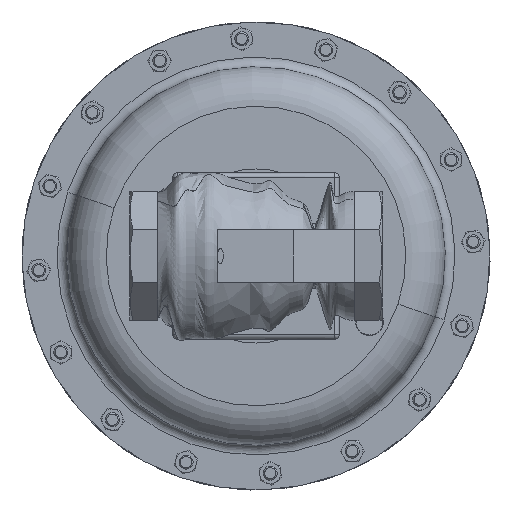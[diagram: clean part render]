
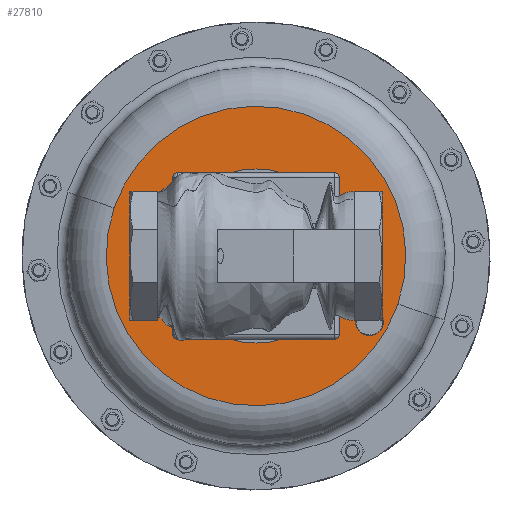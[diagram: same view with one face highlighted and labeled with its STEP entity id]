
A CAD part, front view. The second image highlights one B-rep face of the part: STEP entity #27810.
In plain terms, the highlighted planar face has unit normal (0, -1, 0).
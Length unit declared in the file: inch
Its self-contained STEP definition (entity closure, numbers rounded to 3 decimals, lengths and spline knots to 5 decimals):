
#366 = CARTESIAN_POINT ( 'NONE',  ( 0., 8.92, 0. ) ) ;
#2684 = EDGE_CURVE ( 'NONE', #11601, #39524, #25873, .T. ) ;
#3014 = AXIS2_PLACEMENT_3D ( 'NONE', #22637, #50105, #26601 ) ;
#3080 = CARTESIAN_POINT ( 'NONE',  ( 3.78772, 8.92, -1.28576 ) ) ;
#3259 = DIRECTION ( 'NONE',  ( 0., 1., 0. ) ) ;
#3962 = CARTESIAN_POINT ( 'NONE',  ( 0., 8.92, 2.325 ) ) ;
#4332 = DIRECTION ( 'NONE',  ( 0., 0., -1. ) ) ;
#4691 = VERTEX_POINT ( 'NONE', #32138 ) ;
#6665 = ORIENTED_EDGE ( 'NONE', *, *, #38250, .T. ) ;
#7394 = FACE_BOUND ( 'NONE', #26564, .T. ) ;
#7458 = DIRECTION ( 'NONE',  ( 0., 1., 0. ) ) ;
#7621 = CARTESIAN_POINT ( 'NONE',  ( 0., 8.92, 0. ) ) ;
#10810 = PLANE ( 'NONE',  #3014 ) ;
#11592 = DIRECTION ( 'NONE',  ( 0., 0., -1. ) ) ;
#11601 = VERTEX_POINT ( 'NONE', #45792 ) ;
#11633 = CARTESIAN_POINT ( 'NONE',  ( 0., 8.92, 0. ) ) ;
#12401 = CARTESIAN_POINT ( 'NONE',  ( 0., 8.92, -2.325 ) ) ;
#12734 = AXIS2_PLACEMENT_3D ( 'NONE', #366, #27849, #4332 ) ;
#12841 = ORIENTED_EDGE ( 'NONE', *, *, #43252, .F. ) ;
#12904 = CIRCLE ( 'NONE', #29949, 0.375 ) ;
#15576 = DIRECTION ( 'NONE',  ( 0.947, 0., -0.321 ) ) ;
#16546 = DIRECTION ( 'NONE',  ( 0., 1., 0. ) ) ;
#22600 = VERTEX_POINT ( 'NONE', #24342 ) ;
#22637 = CARTESIAN_POINT ( 'NONE',  ( -1.28576, 8.92, -3.78772 ) ) ;
#24141 = CIRCLE ( 'NONE', #12734, 2.325 ) ;
#24342 = CARTESIAN_POINT ( 'NONE',  ( 2.67599, 8.92, -1.62946 ) ) ;
#25200 = EDGE_CURVE ( 'NONE', #39524, #11601, #43154, .T. ) ;
#25873 = CIRCLE ( 'NONE', #48706, 4. ) ;
#26564 = EDGE_LOOP ( 'NONE', ( #12841, #35258 ) ) ;
#26601 = DIRECTION ( 'NONE',  ( -0.947, 0., 0.321 ) ) ;
#26802 = CARTESIAN_POINT ( 'NONE',  ( 3.03109, 8.92, -1.75 ) ) ;
#27394 = VERTEX_POINT ( 'NONE', #3962 ) ;
#27810 = ADVANCED_FACE ( 'NONE', ( #7394, #47951, #28283 ), #10810, .T. ) ;
#27849 = DIRECTION ( 'NONE',  ( 0., -1., 0. ) ) ;
#28283 = FACE_BOUND ( 'NONE', #42448, .T. ) ;
#28292 = AXIS2_PLACEMENT_3D ( 'NONE', #11633, #39101, #15576 ) ;
#29753 = ORIENTED_EDGE ( 'NONE', *, *, #25200, .F. ) ;
#29949 = AXIS2_PLACEMENT_3D ( 'NONE', #40077, #16546, #43993 ) ;
#30742 = DIRECTION ( 'NONE',  ( 0.947, 0., -0.321 ) ) ;
#30947 = CARTESIAN_POINT ( 'NONE',  ( 0., 8.92, 0. ) ) ;
#31913 = ORIENTED_EDGE ( 'NONE', *, *, #43656, .T. ) ;
#32138 = CARTESIAN_POINT ( 'NONE',  ( 3.38619, 8.92, -1.87054 ) ) ;
#32351 = CIRCLE ( 'NONE', #32962, 0.375 ) ;
#32962 = AXIS2_PLACEMENT_3D ( 'NONE', #26802, #3259, #30742 ) ;
#34213 = EDGE_CURVE ( 'NONE', #27394, #42221, #24141, .T. ) ;
#34925 = DIRECTION ( 'NONE',  ( 0.947, 0., -0.321 ) ) ;
#35103 = DIRECTION ( 'NONE',  ( 0., -1., 0. ) ) ;
#35258 = ORIENTED_EDGE ( 'NONE', *, *, #34213, .F. ) ;
#37393 = EDGE_LOOP ( 'NONE', ( #29753, #37949 ) ) ;
#37949 = ORIENTED_EDGE ( 'NONE', *, *, #2684, .F. ) ;
#38250 = EDGE_CURVE ( 'NONE', #22600, #4691, #12904, .T. ) ;
#39101 = DIRECTION ( 'NONE',  ( 0., 1., 0. ) ) ;
#39263 = AXIS2_PLACEMENT_3D ( 'NONE', #7621, #35103, #11592 ) ;
#39524 = VERTEX_POINT ( 'NONE', #3080 ) ;
#40077 = CARTESIAN_POINT ( 'NONE',  ( 3.03109, 8.92, -1.75 ) ) ;
#42221 = VERTEX_POINT ( 'NONE', #12401 ) ;
#42448 = EDGE_LOOP ( 'NONE', ( #31913, #6665 ) ) ;
#42737 = CIRCLE ( 'NONE', #39263, 2.325 ) ;
#43154 = CIRCLE ( 'NONE', #28292, 4. ) ;
#43252 = EDGE_CURVE ( 'NONE', #42221, #27394, #42737, .T. ) ;
#43656 = EDGE_CURVE ( 'NONE', #4691, #22600, #32351, .T. ) ;
#43993 = DIRECTION ( 'NONE',  ( 0.947, 0., -0.321 ) ) ;
#45792 = CARTESIAN_POINT ( 'NONE',  ( -3.78772, 8.92, 1.28576 ) ) ;
#47951 = FACE_OUTER_BOUND ( 'NONE', #37393, .T. ) ;
#48706 = AXIS2_PLACEMENT_3D ( 'NONE', #30947, #7458, #34925 ) ;
#50105 = DIRECTION ( 'NONE',  ( 0., -1., 0. ) ) ;
